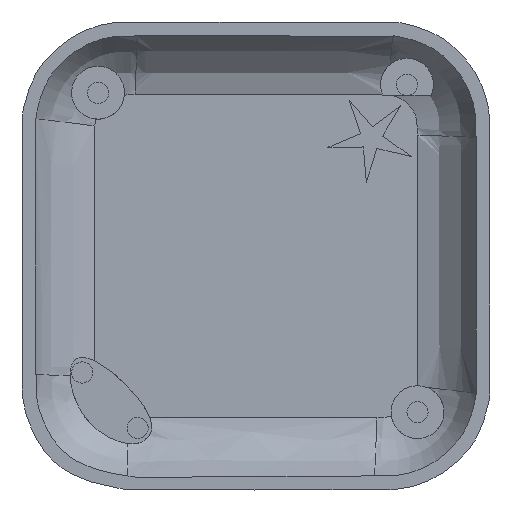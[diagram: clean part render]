
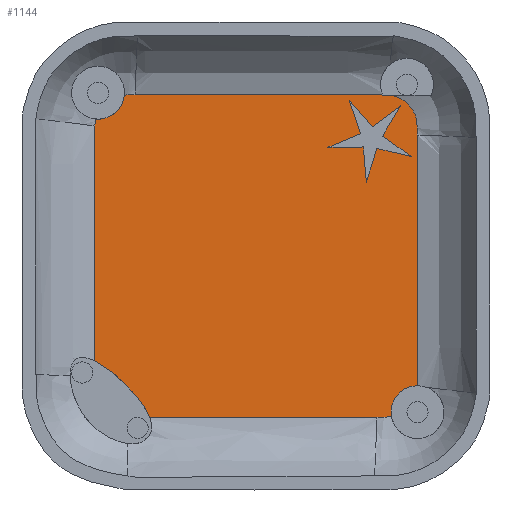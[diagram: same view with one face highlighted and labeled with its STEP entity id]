
A CAD part, top view. The second image highlights one B-rep face of the part: STEP entity #1144.
In plain terms, the highlighted planar face has unit normal (0, 0, 1).
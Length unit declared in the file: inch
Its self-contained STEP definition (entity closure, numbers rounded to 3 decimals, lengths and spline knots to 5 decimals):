
#619=B_SPLINE_CURVE_WITH_KNOTS('',3,(#10915,#10916,#10917,#10918,#10919,
#10920,#10921,#10922,#10923,#10924,#10925,#10926,#10927,#10928,#10929),
 .UNSPECIFIED.,.F.,.F.,(4,1,1,1,1,2,1,1,1,2,4),(-4.67912,-4.64256,
-4.606,-4.56945,-4.55117,-4.53289,
-4.51462,-4.49634,-4.47806,-4.45978,
-4.45978),.UNSPECIFIED.);
#623=B_SPLINE_CURVE_WITH_KNOTS('',3,(#10976,#10977,#10978,#10979,#10980,
#10981,#10982,#10983,#10984),.UNSPECIFIED.,.F.,.F.,(4,1,2,2,4),(-4.45978,
-4.42323,-4.38667,-4.09423,-3.50934),
 .UNSPECIFIED.);
#626=B_SPLINE_CURVE_WITH_KNOTS('',3,(#11028,#11029,#11030,#11031,#11032,
#11033,#11034,#11035,#11036,#11037,#11038,#11039,#11040,#11041),
 .UNSPECIFIED.,.F.,.F.,(4,2,1,2,1,1,1,2,4),(-3.50934,-3.43623,
-3.39967,-3.36311,-3.34484,-3.32656,
-3.30828,-3.29,-3.29),.UNSPECIFIED.);
#629=B_SPLINE_CURVE_WITH_KNOTS('',3,(#11085,#11086,#11087,#11088,#11089,
#11090,#11091,#11092,#11093,#11094,#11095,#11096,#11097,#11098),
 .UNSPECIFIED.,.F.,.F.,(4,2,1,2,1,1,1,2,4),(-2.33956,-2.26645,
-2.22989,-2.19334,-2.17506,-2.15678,
-2.1385,-2.12022,-2.12022),.UNSPECIFIED.);
#633=B_SPLINE_CURVE_WITH_KNOTS('',3,(#11148,#11149,#11150,#11151,#11152,
#11153,#11154,#11155,#11156),.UNSPECIFIED.,.F.,.F.,(4,1,2,2,4),(-2.12022,
-2.08367,-2.04711,-1.75467,-1.16978),
 .UNSPECIFIED.);
#636=B_SPLINE_CURVE_WITH_KNOTS('',3,(#11200,#11201,#11202,#11203,#11204,
#11205,#11206,#11207,#11208,#11209,#11210,#11211,#11212,#11213),
 .UNSPECIFIED.,.F.,.F.,(4,2,1,2,1,1,1,2,4),(-1.16978,-1.09667,
-1.06011,-1.02356,-1.00528,-0.987,
-0.96872,-0.95045,-0.95044),.UNSPECIFIED.);
#639=B_SPLINE_CURVE_WITH_KNOTS('',3,(#11257,#11258,#11259,#11260,#11261,
#11262,#11263,#11264,#11265),.UNSPECIFIED.,.F.,.F.,(4,1,2,2,4),(-3.29,
-3.25345,-3.21689,-2.92445,-2.33956),
 .UNSPECIFIED.);
#641=B_SPLINE_CURVE_WITH_KNOTS('',3,(#11315,#11316,#11317,#11318,#11319,
#11320,#11321,#11322,#11323,#11324),.UNSPECIFIED.,.F.,.F.,(4,1,2,2,1,4),
(-0.95044,-0.91389,-0.87733,-0.58489,
-0.07311,0.),.UNSPECIFIED.);
#1144=ADVANCED_FACE('',(#1393),#4052,.T.);
#1393=FACE_OUTER_BOUND('',#1647,.T.);
#1647=EDGE_LOOP('',(#2693,#2694,#2695,#2696,#2697,#2698,#2699,#2700));
#2693=ORIENTED_EDGE('',*,*,#3422,.F.);
#2694=ORIENTED_EDGE('',*,*,#3417,.F.);
#2695=ORIENTED_EDGE('',*,*,#3414,.F.);
#2696=ORIENTED_EDGE('',*,*,#3410,.F.);
#2697=ORIENTED_EDGE('',*,*,#3420,.F.);
#2698=ORIENTED_EDGE('',*,*,#3407,.F.);
#2699=ORIENTED_EDGE('',*,*,#3404,.F.);
#2700=ORIENTED_EDGE('',*,*,#3400,.F.);
#3400=EDGE_CURVE('',#3915,#3916,#619,.T.);
#3404=EDGE_CURVE('',#3916,#3918,#623,.T.);
#3407=EDGE_CURVE('',#3918,#3920,#626,.T.);
#3410=EDGE_CURVE('',#3923,#3924,#629,.T.);
#3414=EDGE_CURVE('',#3924,#3926,#633,.T.);
#3417=EDGE_CURVE('',#3926,#3928,#636,.T.);
#3420=EDGE_CURVE('',#3920,#3923,#639,.T.);
#3422=EDGE_CURVE('',#3928,#3915,#641,.T.);
#3915=VERTEX_POINT('',#10860);
#3916=VERTEX_POINT('',#10861);
#3918=VERTEX_POINT('',#10863);
#3920=VERTEX_POINT('',#10865);
#3923=VERTEX_POINT('',#10868);
#3924=VERTEX_POINT('',#10869);
#3926=VERTEX_POINT('',#10871);
#3928=VERTEX_POINT('',#10873);
#4052=PLANE('',#4186);
#4186=AXIS2_PLACEMENT_3D('',#10732,#4260,$);
#4260=DIRECTION('',(0.,0.,1.));
#10732=CARTESIAN_POINT('',(0.11808,0.11042,0.05));
#10860=CARTESIAN_POINT('',(0.23622,0.11142,0.05));
#10861=CARTESIAN_POINT('',(0.11818,0.2634,0.05));
#10863=CARTESIAN_POINT('',(0.11809,1.2138,0.05));
#10865=CARTESIAN_POINT('',(0.27009,1.33181,0.05));
#10868=CARTESIAN_POINT('',(1.22049,1.33191,0.05));
#10869=CARTESIAN_POINT('',(1.3385,1.17991,0.05));
#10871=CARTESIAN_POINT('',(1.3386,0.22951,0.05));
#10873=CARTESIAN_POINT('',(1.18661,0.11149,0.05));
#10915=CARTESIAN_POINT('',(0.23622,0.11142,0.05));
#10916=CARTESIAN_POINT('',(0.22403,0.11204,0.05));
#10917=CARTESIAN_POINT('',(0.19932,0.1162,0.05));
#10918=CARTESIAN_POINT('',(0.16662,0.1316,0.05));
#10919=CARTESIAN_POINT('',(0.14468,0.15311,0.05));
#10920=CARTESIAN_POINT('',(0.1314,0.17407,0.05));
#10921=CARTESIAN_POINT('',(0.12644,0.18535,0.05));
#10922=CARTESIAN_POINT('',(0.12236,0.19686,0.05));
#10923=CARTESIAN_POINT('',(0.11943,0.20855,0.05));
#10924=CARTESIAN_POINT('',(0.11788,0.2267,0.05));
#10925=CARTESIAN_POINT('',(0.11822,0.2451,0.05));
#10926=CARTESIAN_POINT('',(0.11821,0.25733,0.05));
#10927=CARTESIAN_POINT('',(0.11818,0.2634,0.05));
#10928=CARTESIAN_POINT('',(0.11818,0.2634,0.05));
#10929=CARTESIAN_POINT('',(0.11818,0.2634,0.05));
#10976=CARTESIAN_POINT('',(0.11818,0.2634,0.05));
#10977=CARTESIAN_POINT('',(0.11814,0.27553,0.05));
#10978=CARTESIAN_POINT('',(0.11807,0.29988,0.05));
#10979=CARTESIAN_POINT('',(0.11813,0.32427,0.05));
#10980=CARTESIAN_POINT('',(0.1181,0.43392,0.05));
#10981=CARTESIAN_POINT('',(0.11812,0.53142,0.05));
#10982=CARTESIAN_POINT('',(0.1181,0.82386,0.05));
#10983=CARTESIAN_POINT('',(0.11813,1.01881,0.05));
#10984=CARTESIAN_POINT('',(0.11809,1.2138,0.05));
#11028=CARTESIAN_POINT('',(0.11809,1.2138,0.05));
#11029=CARTESIAN_POINT('',(0.11809,1.23817,0.05));
#11030=CARTESIAN_POINT('',(0.12583,1.26245,0.05));
#11031=CARTESIAN_POINT('',(0.14711,1.29228,0.05));
#11032=CARTESIAN_POINT('',(0.16431,1.3098,0.05));
#11033=CARTESIAN_POINT('',(0.18613,1.32147,0.05));
#11034=CARTESIAN_POINT('',(0.2035,1.32763,0.05));
#11035=CARTESIAN_POINT('',(0.21524,1.3306,0.05));
#11036=CARTESIAN_POINT('',(0.2334,1.33211,0.05));
#11037=CARTESIAN_POINT('',(0.25178,1.33179,0.05));
#11038=CARTESIAN_POINT('',(0.26401,1.33179,0.05));
#11039=CARTESIAN_POINT('',(0.27008,1.33181,0.05));
#11040=CARTESIAN_POINT('',(0.27009,1.33181,0.05));
#11041=CARTESIAN_POINT('',(0.27009,1.33181,0.05));
#11085=CARTESIAN_POINT('',(1.22049,1.33191,0.05));
#11086=CARTESIAN_POINT('',(1.24486,1.33193,0.05));
#11087=CARTESIAN_POINT('',(1.26914,1.32416,0.05));
#11088=CARTESIAN_POINT('',(1.29898,1.3029,0.05));
#11089=CARTESIAN_POINT('',(1.31648,1.28569,0.05));
#11090=CARTESIAN_POINT('',(1.32817,1.26387,0.05));
#11091=CARTESIAN_POINT('',(1.33431,1.2465,0.05));
#11092=CARTESIAN_POINT('',(1.33729,1.23476,0.05));
#11093=CARTESIAN_POINT('',(1.3388,1.2166,0.05));
#11094=CARTESIAN_POINT('',(1.33848,1.19822,0.05));
#11095=CARTESIAN_POINT('',(1.33848,1.18599,0.05));
#11096=CARTESIAN_POINT('',(1.3385,1.17992,0.05));
#11097=CARTESIAN_POINT('',(1.3385,1.17991,0.05));
#11098=CARTESIAN_POINT('',(1.3385,1.17991,0.05));
#11148=CARTESIAN_POINT('',(1.3385,1.17991,0.05));
#11149=CARTESIAN_POINT('',(1.33856,1.16778,0.05));
#11150=CARTESIAN_POINT('',(1.33862,1.14343,0.05));
#11151=CARTESIAN_POINT('',(1.33856,1.11904,0.05));
#11152=CARTESIAN_POINT('',(1.3386,1.00939,0.05));
#11153=CARTESIAN_POINT('',(1.33858,0.91189,0.05));
#11154=CARTESIAN_POINT('',(1.33859,0.61945,0.05));
#11155=CARTESIAN_POINT('',(1.33857,0.4245,0.05));
#11156=CARTESIAN_POINT('',(1.3386,0.22951,0.05));
#11200=CARTESIAN_POINT('',(1.3386,0.22951,0.05));
#11201=CARTESIAN_POINT('',(1.33861,0.20514,0.05));
#11202=CARTESIAN_POINT('',(1.33086,0.18086,0.05));
#11203=CARTESIAN_POINT('',(1.30959,0.15103,0.05));
#11204=CARTESIAN_POINT('',(1.29238,0.13351,0.05));
#11205=CARTESIAN_POINT('',(1.27056,0.12183,0.05));
#11206=CARTESIAN_POINT('',(1.25319,0.11567,0.05));
#11207=CARTESIAN_POINT('',(1.24145,0.11272,0.05));
#11208=CARTESIAN_POINT('',(1.22329,0.1112,0.05));
#11209=CARTESIAN_POINT('',(1.20491,0.11154,0.05));
#11210=CARTESIAN_POINT('',(1.19268,0.11151,0.05));
#11211=CARTESIAN_POINT('',(1.18661,0.11149,0.05));
#11212=CARTESIAN_POINT('',(1.18661,0.11149,0.05));
#11213=CARTESIAN_POINT('',(1.18661,0.11149,0.05));
#11257=CARTESIAN_POINT('',(0.27009,1.33181,0.05));
#11258=CARTESIAN_POINT('',(0.28222,1.33186,0.05));
#11259=CARTESIAN_POINT('',(0.30657,1.33193,0.05));
#11260=CARTESIAN_POINT('',(0.33096,1.33187,0.05));
#11261=CARTESIAN_POINT('',(0.44061,1.3319,0.05));
#11262=CARTESIAN_POINT('',(0.53811,1.33189,0.05));
#11263=CARTESIAN_POINT('',(0.83055,1.3319,0.05));
#11264=CARTESIAN_POINT('',(1.0255,1.33188,0.05));
#11265=CARTESIAN_POINT('',(1.22049,1.33191,0.05));
#11315=CARTESIAN_POINT('',(1.18661,0.11149,0.05));
#11316=CARTESIAN_POINT('',(1.17447,0.11145,0.05));
#11317=CARTESIAN_POINT('',(1.15012,0.11137,0.05));
#11318=CARTESIAN_POINT('',(1.12573,0.11144,0.05));
#11319=CARTESIAN_POINT('',(1.01608,0.11138,0.05));
#11320=CARTESIAN_POINT('',(0.91858,0.11148,0.05));
#11321=CARTESIAN_POINT('',(0.65052,0.11113,0.05));
#11322=CARTESIAN_POINT('',(0.45556,0.11235,0.05));
#11323=CARTESIAN_POINT('',(0.26059,0.11011,0.05));
#11324=CARTESIAN_POINT('',(0.23622,0.11142,0.05));
